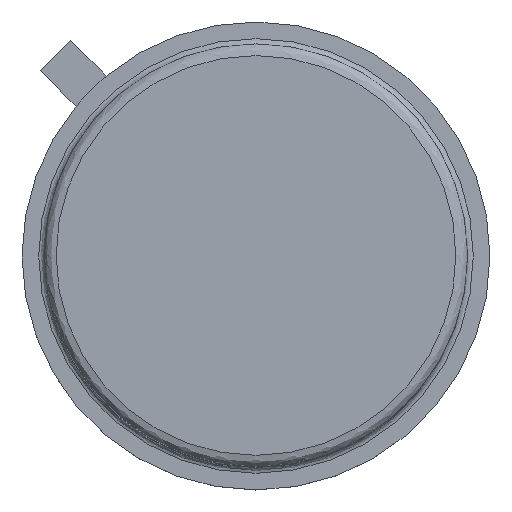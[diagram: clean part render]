
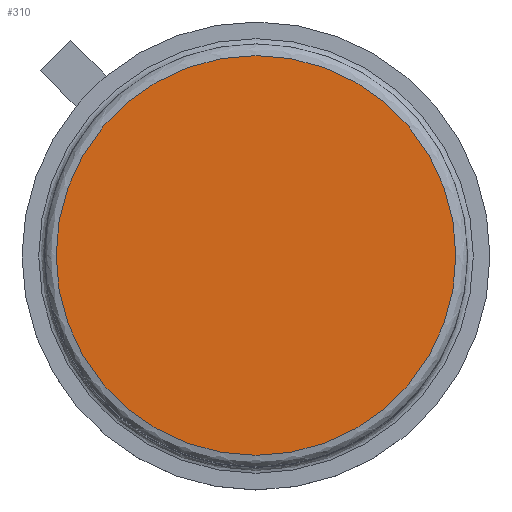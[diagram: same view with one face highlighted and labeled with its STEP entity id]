
A CAD part, top view. The second image highlights one B-rep face of the part: STEP entity #310.
In plain terms, the highlighted planar face has unit normal (0, 0, 1).
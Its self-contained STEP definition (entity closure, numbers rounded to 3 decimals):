
#63=DIRECTION('',(0.,0.,1.));
#295=ORIENTED_EDGE('',*,*,#296,.T.);
#296=EDGE_CURVE('',#297,#297,#299,.T.);
#297=VERTEX_POINT('',#298);
#298=CARTESIAN_POINT('',(-1.475,0.,11.5));
#299=CIRCLE('',#300,4.015);
#300=AXIS2_PLACEMENT_3D('',#301,#63,#302);
#301=CARTESIAN_POINT('',(2.54,0.,11.5));
#302=DIRECTION('',(-1.,0.,0.));
#310=ADVANCED_FACE('',(#311),#313,.T.);
#311=FACE_BOUND('',#312,.T.);
#312=EDGE_LOOP('',(#295));
#313=PLANE('',#300);
